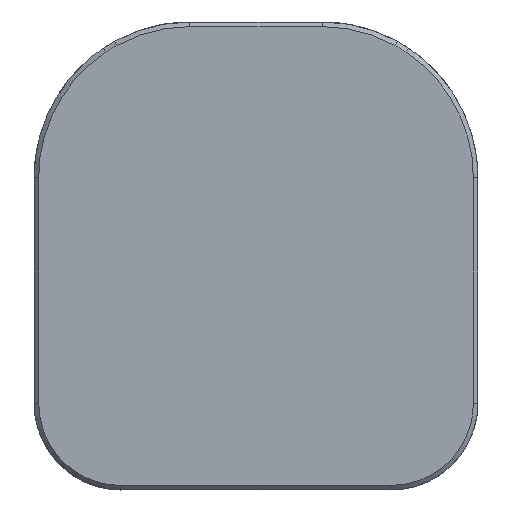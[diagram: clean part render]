
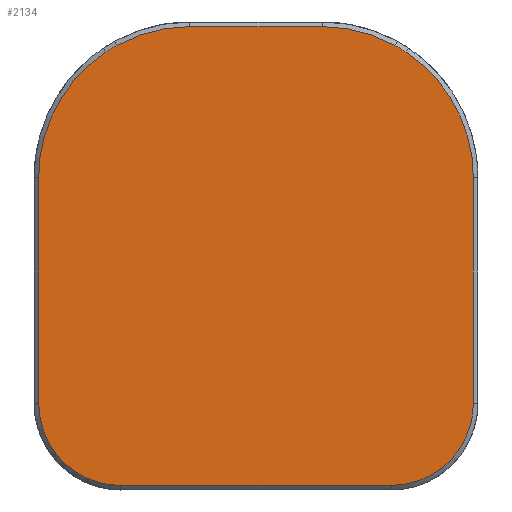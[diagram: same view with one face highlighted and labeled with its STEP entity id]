
A CAD part, front view. The second image highlights one B-rep face of the part: STEP entity #2134.
In plain terms, the highlighted planar face has unit normal (0, -1, 0).
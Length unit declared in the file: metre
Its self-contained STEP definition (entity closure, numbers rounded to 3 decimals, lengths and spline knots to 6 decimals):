
#98=B_SPLINE_CURVE_WITH_KNOTS('',3,(#3188,#3189,#3190,#3191,#3192),
 .UNSPECIFIED.,.F.,.F.,(4,1,4),(0.,0.5,1.),.UNSPECIFIED.);
#99=B_SPLINE_CURVE_WITH_KNOTS('',3,(#3197,#3198,#3199,#3200,#3201,#3202,
#3203),.UNSPECIFIED.,.F.,.F.,(4,1,1,1,4),(0.,0.25,0.5,0.75,1.),
 .UNSPECIFIED.);
#100=B_SPLINE_CURVE_WITH_KNOTS('',3,(#3215,#3216,#3217,#3218,#3219,#3220,
#3221),.UNSPECIFIED.,.F.,.F.,(4,1,1,1,4),(0.,0.25,0.5,0.75,1.),
 .UNSPECIFIED.);
#101=B_SPLINE_CURVE_WITH_KNOTS('',3,(#3225,#3226,#3227,#3228,#3229),
 .UNSPECIFIED.,.F.,.F.,(4,1,4),(0.,0.5,1.),.UNSPECIFIED.);
#198=ELLIPSE('',#2305,0.01327,0.009381);
#199=ELLIPSE('',#2308,0.01331,0.00941);
#250=LINE('',#3195,#425);
#251=LINE('',#3209,#426);
#252=LINE('',#3223,#427);
#253=LINE('',#3231,#428);
#425=VECTOR('',#2545,1.);
#426=VECTOR('',#2550,1.);
#427=VECTOR('',#2555,1.);
#428=VECTOR('',#2556,1.);
#656=ORIENTED_EDGE('',*,*,#1300,.T.);
#657=ORIENTED_EDGE('',*,*,#1301,.T.);
#658=ORIENTED_EDGE('',*,*,#1302,.T.);
#659=ORIENTED_EDGE('',*,*,#1303,.T.);
#660=ORIENTED_EDGE('',*,*,#1304,.T.);
#661=ORIENTED_EDGE('',*,*,#1305,.T.);
#662=ORIENTED_EDGE('',*,*,#1306,.T.);
#663=ORIENTED_EDGE('',*,*,#1307,.T.);
#664=ORIENTED_EDGE('',*,*,#1308,.T.);
#665=ORIENTED_EDGE('',*,*,#1309,.T.);
#666=ORIENTED_EDGE('',*,*,#1310,.T.);
#667=ORIENTED_EDGE('',*,*,#1311,.T.);
#1300=EDGE_CURVE('',#1615,#1616,#98,.T.);
#1301=EDGE_CURVE('',#1616,#1617,#250,.T.);
#1302=EDGE_CURVE('',#1617,#1618,#99,.T.);
#1303=EDGE_CURVE('',#1618,#1619,#198,.T.);
#1304=EDGE_CURVE('',#1619,#1620,#1741,.T.);
#1305=EDGE_CURVE('',#1620,#1621,#251,.T.);
#1306=EDGE_CURVE('',#1621,#1622,#1742,.T.);
#1307=EDGE_CURVE('',#1622,#1623,#199,.T.);
#1308=EDGE_CURVE('',#1623,#1624,#100,.T.);
#1309=EDGE_CURVE('',#1624,#1625,#252,.T.);
#1310=EDGE_CURVE('',#1625,#1626,#101,.T.);
#1311=EDGE_CURVE('',#1626,#1615,#253,.T.);
#1615=VERTEX_POINT('',#3193);
#1616=VERTEX_POINT('',#3194);
#1617=VERTEX_POINT('',#3196);
#1618=VERTEX_POINT('',#3204);
#1619=VERTEX_POINT('',#3206);
#1620=VERTEX_POINT('',#3208);
#1621=VERTEX_POINT('',#3210);
#1622=VERTEX_POINT('',#3212);
#1623=VERTEX_POINT('',#3214);
#1624=VERTEX_POINT('',#3222);
#1625=VERTEX_POINT('',#3224);
#1626=VERTEX_POINT('',#3230);
#1741=CIRCLE('',#2306,0.006557);
#1742=CIRCLE('',#2307,0.006556);
#1774=EDGE_LOOP('',(#656,#657,#658,#659,#660,#661,#662,#663,#664,#665,#666,
#667));
#1917=FACE_BOUND('',#1774,.T.);
#2049=PLANE('',#2304);
#2134=ADVANCED_FACE('',(#1917),#2049,.T.);
#2304=AXIS2_PLACEMENT_3D('',#3187,#2543,#2544);
#2305=AXIS2_PLACEMENT_3D('',#3205,#2546,#2547);
#2306=AXIS2_PLACEMENT_3D('',#3207,#2548,#2549);
#2307=AXIS2_PLACEMENT_3D('',#3211,#2551,#2552);
#2308=AXIS2_PLACEMENT_3D('',#3213,#2553,#2554);
#2543=DIRECTION('',(0.,-1.,0.));
#2544=DIRECTION('',(0.,0.,1.));
#2545=DIRECTION('',(0.,0.,1.));
#2546=DIRECTION('',(0.,-1.,0.));
#2547=DIRECTION('',(0.519,0.,0.855));
#2548=DIRECTION('',(0.,-1.,0.));
#2549=DIRECTION('',(1.,0.,0.));
#2550=DIRECTION('',(-1.,0.,0.));
#2551=DIRECTION('',(0.,-1.,0.));
#2552=DIRECTION('',(1.,0.,0.));
#2553=DIRECTION('',(0.,-1.,0.));
#2554=DIRECTION('',(-0.519,0.,0.855));
#2555=DIRECTION('',(0.,0.,-1.));
#2556=DIRECTION('',(1.,0.,0.));
#3187=CARTESIAN_POINT('',(0.06999,-0.028926,0.010747));
#3188=CARTESIAN_POINT('',(0.075865,-0.028928,0.000798));
#3189=CARTESIAN_POINT('',(0.076798,-0.028928,0.000794));
#3190=CARTESIAN_POINT('',(0.078648,-0.028929,0.00157));
#3191=CARTESIAN_POINT('',(0.079422,-0.028929,0.00342));
#3192=CARTESIAN_POINT('',(0.079418,-0.028929,0.00435));
#3193=CARTESIAN_POINT('',(0.075865,-0.028928,0.000798));
#3194=CARTESIAN_POINT('',(0.079418,-0.028929,0.00435));
#3195=CARTESIAN_POINT('',(0.079418,-0.028929,0.010747));
#3196=CARTESIAN_POINT('',(0.079418,-0.028929,0.01415));
#3197=CARTESIAN_POINT('',(0.079418,-0.028929,0.01415));
#3198=CARTESIAN_POINT('',(0.079421,-0.028929,0.01469));
#3199=CARTESIAN_POINT('',(0.079298,-0.028929,0.015739));
#3200=CARTESIAN_POINT('',(0.0787,-0.028929,0.017267));
#3201=CARTESIAN_POINT('',(0.077761,-0.028929,0.018615));
#3202=CARTESIAN_POINT('',(0.076956,-0.028928,0.019301));
#3203=CARTESIAN_POINT('',(0.076504,-0.028928,0.019599));
#3204=CARTESIAN_POINT('',(0.076504,-0.028928,0.019599));
#3205=CARTESIAN_POINT('',(0.069382,-0.028926,0.008407));
#3206=CARTESIAN_POINT('',(0.076019,-0.028928,0.019894));
#3207=CARTESIAN_POINT('',(0.072865,-0.028927,0.014145));
#3208=CARTESIAN_POINT('',(0.072866,-0.028927,0.020702));
#3209=CARTESIAN_POINT('',(0.06999,-0.028926,0.020702));
#3210=CARTESIAN_POINT('',(0.067115,-0.028926,0.020702));
#3211=CARTESIAN_POINT('',(0.067116,-0.028926,0.014147));
#3212=CARTESIAN_POINT('',(0.063961,-0.028925,0.019893));
#3213=CARTESIAN_POINT('',(0.070618,-0.028927,0.008371));
#3214=CARTESIAN_POINT('',(0.063476,-0.028924,0.019599));
#3215=CARTESIAN_POINT('',(0.063476,-0.028924,0.019599));
#3216=CARTESIAN_POINT('',(0.063025,-0.028924,0.019302));
#3217=CARTESIAN_POINT('',(0.062221,-0.028924,0.018617));
#3218=CARTESIAN_POINT('',(0.061282,-0.028924,0.017271));
#3219=CARTESIAN_POINT('',(0.060683,-0.028924,0.015741));
#3220=CARTESIAN_POINT('',(0.060559,-0.028924,0.014691));
#3221=CARTESIAN_POINT('',(0.060563,-0.028924,0.01415));
#3222=CARTESIAN_POINT('',(0.060563,-0.028924,0.01415));
#3223=CARTESIAN_POINT('',(0.060563,-0.028924,0.010747));
#3224=CARTESIAN_POINT('',(0.060563,-0.028924,0.00435));
#3225=CARTESIAN_POINT('',(0.060563,-0.028924,0.00435));
#3226=CARTESIAN_POINT('',(0.060559,-0.028924,0.003417));
#3227=CARTESIAN_POINT('',(0.061335,-0.028924,0.001568));
#3228=CARTESIAN_POINT('',(0.063185,-0.028924,0.000794));
#3229=CARTESIAN_POINT('',(0.064115,-0.028925,0.000798));
#3230=CARTESIAN_POINT('',(0.064115,-0.028925,0.000798));
#3231=CARTESIAN_POINT('',(0.06999,-0.028926,0.000798));
